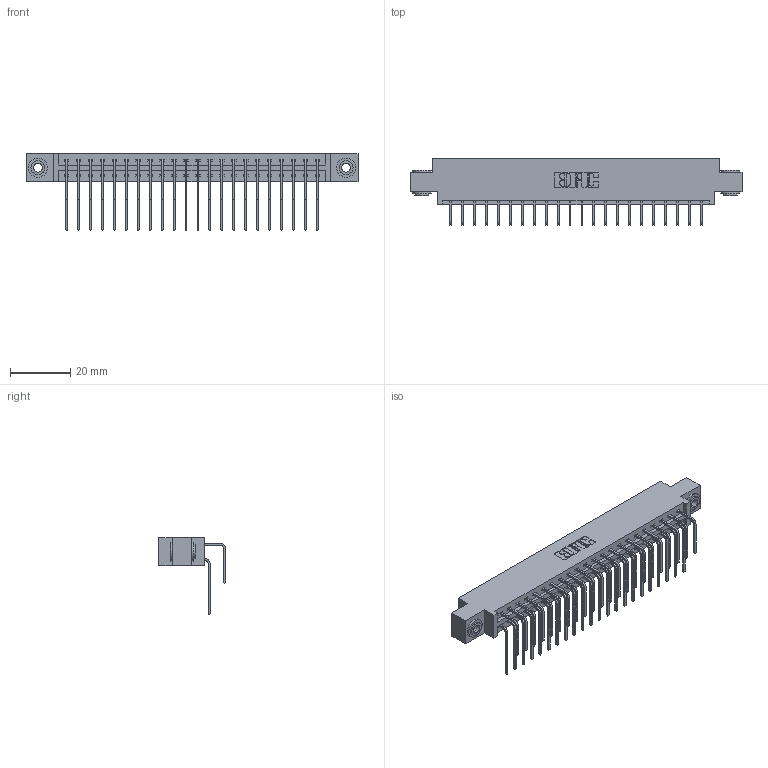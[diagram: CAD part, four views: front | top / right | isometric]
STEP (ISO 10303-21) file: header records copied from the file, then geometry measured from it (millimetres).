
FILE_DESCRIPTION (( 'STEP AP203' ), '1' );
FILE_NAME ('387-044-558-803.STEP', '2019-10-18T06:30:26', ( '' ), ( '' ), 'SwSTEP 2.0', 'SolidWorks 2016', '' );
FILE_SCHEMA (( 'CONFIG_CONTROL_DESIGN' ));
Length unit declared in the file: inch
Products named in the file (5): 345-250-002_345-250-002-102; 337 Part_0.170 Offset - 0.156 Dia-TH; 387-044-558-803; 345-292-001_558 Tail - 2; 345-292-001_558 559 Tail - 1
Assembly tree (47 placements, depth 2):
  387-044-558-803
    337 Part_0.170 Offset - 0.156 Dia-TH
    345-292-001_558 559 Tail - 1  x22
    345-292-001_558 Tail - 2  x22
    345-250-002_345-250-002-102  x2
Bounding box: 110.19 x 22.17 x 25.53 mm (x, y, z)
Volume: 11501.7 mm3; surface area: 14415.1 mm2
Topology: 47 solids, 47 shells, 2620 faces, 7747 edges, 5102 vertices
Faces by surface type: plane 1844, cylinder 768, cone 8
Entity records: 22210 total; most frequent: CARTESIAN_POINT 3780, ORIENTED_EDGE 3658, DIRECTION 3267, EDGE_CURVE 1829, LINE 1637, VECTOR 1637, VERTEX_POINT 1214, AXIS2_PLACEMENT_3D 815
